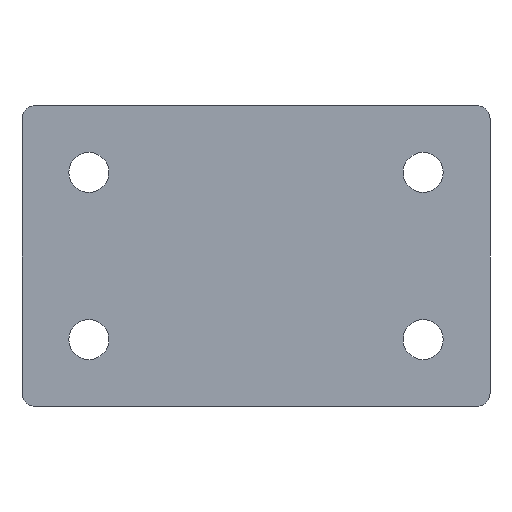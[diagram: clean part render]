
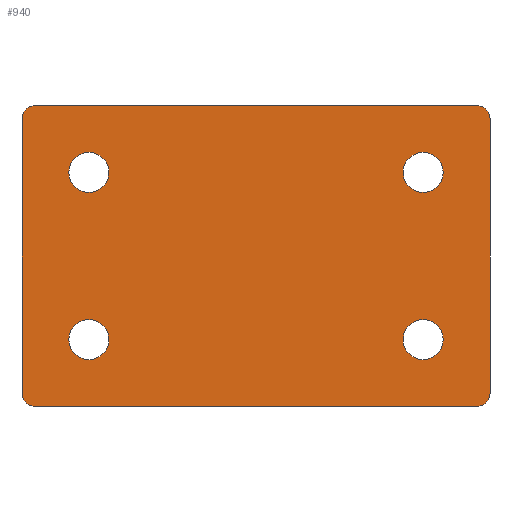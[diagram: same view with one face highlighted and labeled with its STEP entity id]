
A CAD part, front view. The second image highlights one B-rep face of the part: STEP entity #940.
In plain terms, the highlighted planar face has unit normal (0, -1, 0).
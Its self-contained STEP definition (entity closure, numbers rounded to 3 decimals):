
#18 = CARTESIAN_POINT ( 'NONE',  ( -15.447, 0., 22.5 ) ) ;
#24 = FACE_BOUND ( 'NONE', #1210, .T. ) ;
#42 = EDGE_CURVE ( 'NONE', #1216, #499, #1345, .T. ) ;
#50 = EDGE_LOOP ( 'NONE', ( #207, #1129 ) ) ;
#84 = VERTEX_POINT ( 'NONE', #476 ) ;
#96 = EDGE_CURVE ( 'NONE', #1373, #526, #172, .T. ) ;
#100 = CARTESIAN_POINT ( 'NONE',  ( 31., 0., -22.5 ) ) ;
#107 = CARTESIAN_POINT ( 'NONE',  ( -26.993, 0., -9.5 ) ) ;
#110 = DIRECTION ( 'NONE',  ( -1., 0., 0. ) ) ;
#116 = CARTESIAN_POINT ( 'NONE',  ( -36.993, 0., 22.5 ) ) ;
#124 = DIRECTION ( 'NONE',  ( 0., 1., 0. ) ) ;
#125 = AXIS2_PLACEMENT_3D ( 'NONE', #1498, #194, #213 ) ;
#130 = CARTESIAN_POINT ( 'NONE',  ( -15.447, 0., 22.5 ) ) ;
#135 = CARTESIAN_POINT ( 'NONE',  ( 33., 0., -20.5 ) ) ;
#151 = EDGE_CURVE ( 'NONE', #1042, #454, #867, .T. ) ;
#156 = CIRCLE ( 'NONE', #431, 3. ) ;
#163 = CARTESIAN_POINT ( 'NONE',  ( -15.447, 0., -22.5 ) ) ;
#172 = LINE ( 'NONE', #116, #675 ) ;
#176 = ORIENTED_EDGE ( 'NONE', *, *, #42, .F. ) ;
#180 = EDGE_CURVE ( 'NONE', #1013, #84, #1191, .T. ) ;
#189 = DIRECTION ( 'NONE',  ( 0., -1., 0. ) ) ;
#194 = DIRECTION ( 'NONE',  ( 0., -1., 0. ) ) ;
#197 = EDGE_CURVE ( 'NONE', #932, #1107, #590, .T. ) ;
#205 = EDGE_CURVE ( 'NONE', #932, #499, #1088, .T. ) ;
#207 = ORIENTED_EDGE ( 'NONE', *, *, #180, .T. ) ;
#213 = DIRECTION ( 'NONE',  ( -1., 0., 0. ) ) ;
#222 = DIRECTION ( 'NONE',  ( 0., 0., 1. ) ) ;
#225 = AXIS2_PLACEMENT_3D ( 'NONE', #130, #1078, #1282 ) ;
#226 = ORIENTED_EDGE ( 'NONE', *, *, #151, .T. ) ;
#237 = CARTESIAN_POINT ( 'NONE',  ( -26.993, 0., 12.5 ) ) ;
#241 = ORIENTED_EDGE ( 'NONE', *, *, #1127, .T. ) ;
#262 = DIRECTION ( 'NONE',  ( 0., 0., 1. ) ) ;
#276 = CARTESIAN_POINT ( 'NONE',  ( -26.993, 0., -12.5 ) ) ;
#285 = DIRECTION ( 'NONE',  ( 0., 1., 0. ) ) ;
#317 = CIRCLE ( 'NONE', #826, 3. ) ;
#329 = CARTESIAN_POINT ( 'NONE',  ( 31., 0., 22.5 ) ) ;
#332 = DIRECTION ( 'NONE',  ( -1., 0., 0. ) ) ;
#344 = ORIENTED_EDGE ( 'NONE', *, *, #1332, .T. ) ;
#345 = VERTEX_POINT ( 'NONE', #520 ) ;
#355 = CARTESIAN_POINT ( 'NONE',  ( 33., 0., 20.5 ) ) ;
#363 = CARTESIAN_POINT ( 'NONE',  ( -26.993, 0., 9.5 ) ) ;
#392 = DIRECTION ( 'NONE',  ( 0., 0., -1. ) ) ;
#409 = AXIS2_PLACEMENT_3D ( 'NONE', #774, #189, #332 ) ;
#431 = AXIS2_PLACEMENT_3D ( 'NONE', #673, #1278, #790 ) ;
#435 = EDGE_CURVE ( 'NONE', #1391, #1283, #156, .T. ) ;
#454 = VERTEX_POINT ( 'NONE', #100 ) ;
#458 = CARTESIAN_POINT ( 'NONE',  ( -34.993, 0., -20.5 ) ) ;
#461 = ORIENTED_EDGE ( 'NONE', *, *, #435, .T. ) ;
#465 = CARTESIAN_POINT ( 'NONE',  ( -34.993, 0., -22.5 ) ) ;
#470 = PLANE ( 'NONE',  #225 ) ;
#476 = CARTESIAN_POINT ( 'NONE',  ( -26.993, 0., -15.5 ) ) ;
#490 = AXIS2_PLACEMENT_3D ( 'NONE', #1459, #856, #988 ) ;
#499 = VERTEX_POINT ( 'NONE', #329 ) ;
#502 = EDGE_CURVE ( 'NONE', #454, #1107, #1154, .T. ) ;
#520 = CARTESIAN_POINT ( 'NONE',  ( 23., 0., -9.5 ) ) ;
#526 = VERTEX_POINT ( 'NONE', #1137 ) ;
#572 = ORIENTED_EDGE ( 'NONE', *, *, #895, .T. ) ;
#584 = CARTESIAN_POINT ( 'NONE',  ( 23., 0., -12.5 ) ) ;
#587 = DIRECTION ( 'NONE',  ( 0., 0., 1. ) ) ;
#590 = LINE ( 'NONE', #1095, #1230 ) ;
#597 = DIRECTION ( 'NONE',  ( 0., 1., 0. ) ) ;
#609 = EDGE_LOOP ( 'NONE', ( #572, #1294 ) ) ;
#621 = DIRECTION ( 'NONE',  ( 1., 0., 0. ) ) ;
#628 = CIRCLE ( 'NONE', #1524, 3. ) ;
#662 = AXIS2_PLACEMENT_3D ( 'NONE', #458, #817, #110 ) ;
#665 = CARTESIAN_POINT ( 'NONE',  ( 23., 0., 9.5 ) ) ;
#673 = CARTESIAN_POINT ( 'NONE',  ( 23., 0., 12.5 ) ) ;
#675 = VECTOR ( 'NONE', #953, 1000. ) ;
#702 = DIRECTION ( 'NONE',  ( 0., 0., 1. ) ) ;
#710 = VECTOR ( 'NONE', #1399, 1000. ) ;
#711 = DIRECTION ( 'NONE',  ( 0., 0., 1. ) ) ;
#712 = FACE_BOUND ( 'NONE', #609, .T. ) ;
#737 = EDGE_CURVE ( 'NONE', #526, #1042, #1043, .T. ) ;
#759 = CIRCLE ( 'NONE', #1473, 3. ) ;
#774 = CARTESIAN_POINT ( 'NONE',  ( -34.993, 0., 20.5 ) ) ;
#790 = DIRECTION ( 'NONE',  ( 0., 0., 1. ) ) ;
#817 = DIRECTION ( 'NONE',  ( 0., -1., 0. ) ) ;
#826 = AXIS2_PLACEMENT_3D ( 'NONE', #1404, #124, #222 ) ;
#834 = CARTESIAN_POINT ( 'NONE',  ( -26.993, 0., 12.5 ) ) ;
#845 = ORIENTED_EDGE ( 'NONE', *, *, #197, .F. ) ;
#856 = DIRECTION ( 'NONE',  ( 0., -1., 0. ) ) ;
#867 = LINE ( 'NONE', #163, #1011 ) ;
#874 = CARTESIAN_POINT ( 'NONE',  ( -26.993, 0., 15.5 ) ) ;
#876 = AXIS2_PLACEMENT_3D ( 'NONE', #584, #1197, #1069 ) ;
#881 = EDGE_CURVE ( 'NONE', #956, #1453, #1501, .T. ) ;
#895 = EDGE_CURVE ( 'NONE', #1453, #956, #628, .T. ) ;
#918 = EDGE_CURVE ( 'NONE', #1284, #345, #317, .T. ) ;
#932 = VERTEX_POINT ( 'NONE', #355 ) ;
#940 = ADVANCED_FACE ( 'NONE', ( #1427, #712, #971, #24, #1226 ), #470, .F. ) ;
#953 = DIRECTION ( 'NONE',  ( 0., 0., -1. ) ) ;
#956 = VERTEX_POINT ( 'NONE', #363 ) ;
#970 = DIRECTION ( 'NONE',  ( 0., 1., 0. ) ) ;
#971 = FACE_BOUND ( 'NONE', #50, .T. ) ;
#976 = DIRECTION ( 'NONE',  ( 0., 1., 0. ) ) ;
#977 = ORIENTED_EDGE ( 'NONE', *, *, #1120, .T. ) ;
#978 = ORIENTED_EDGE ( 'NONE', *, *, #502, .T. ) ;
#988 = DIRECTION ( 'NONE',  ( -1., 0., 0. ) ) ;
#1011 = VECTOR ( 'NONE', #621, 1000. ) ;
#1013 = VERTEX_POINT ( 'NONE', #107 ) ;
#1016 = EDGE_LOOP ( 'NONE', ( #226, #978, #845, #1470, #176, #344, #1280, #1153 ) ) ;
#1022 = AXIS2_PLACEMENT_3D ( 'NONE', #1330, #976, #262 ) ;
#1027 = CARTESIAN_POINT ( 'NONE',  ( -36.993, 0., 20.5 ) ) ;
#1032 = AXIS2_PLACEMENT_3D ( 'NONE', #1311, #597, #711 ) ;
#1042 = VERTEX_POINT ( 'NONE', #465 ) ;
#1043 = CIRCLE ( 'NONE', #662, 2. ) ;
#1069 = DIRECTION ( 'NONE',  ( 0., 0., 1. ) ) ;
#1078 = DIRECTION ( 'NONE',  ( 0., 1., 0. ) ) ;
#1088 = CIRCLE ( 'NONE', #490, 2. ) ;
#1092 = DIRECTION ( 'NONE',  ( 0., 1., 0. ) ) ;
#1095 = CARTESIAN_POINT ( 'NONE',  ( 33., 0., 22.5 ) ) ;
#1107 = VERTEX_POINT ( 'NONE', #135 ) ;
#1120 = EDGE_CURVE ( 'NONE', #345, #1284, #1279, .T. ) ;
#1127 = EDGE_CURVE ( 'NONE', #1283, #1391, #1152, .T. ) ;
#1129 = ORIENTED_EDGE ( 'NONE', *, *, #1491, .T. ) ;
#1137 = CARTESIAN_POINT ( 'NONE',  ( -36.993, 0., -20.5 ) ) ;
#1148 = CIRCLE ( 'NONE', #409, 2. ) ;
#1152 = CIRCLE ( 'NONE', #1032, 3. ) ;
#1153 = ORIENTED_EDGE ( 'NONE', *, *, #737, .T. ) ;
#1154 = CIRCLE ( 'NONE', #125, 2. ) ;
#1174 = ORIENTED_EDGE ( 'NONE', *, *, #918, .T. ) ;
#1191 = CIRCLE ( 'NONE', #1022, 3. ) ;
#1197 = DIRECTION ( 'NONE',  ( 0., 1., 0. ) ) ;
#1210 = EDGE_LOOP ( 'NONE', ( #977, #1174 ) ) ;
#1216 = VERTEX_POINT ( 'NONE', #1257 ) ;
#1224 = DIRECTION ( 'NONE',  ( 0., 0., 1. ) ) ;
#1226 = FACE_BOUND ( 'NONE', #1505, .T. ) ;
#1230 = VECTOR ( 'NONE', #392, 1000. ) ;
#1257 = CARTESIAN_POINT ( 'NONE',  ( -34.993, 0., 22.5 ) ) ;
#1278 = DIRECTION ( 'NONE',  ( 0., 1., 0. ) ) ;
#1279 = CIRCLE ( 'NONE', #876, 3. ) ;
#1280 = ORIENTED_EDGE ( 'NONE', *, *, #96, .T. ) ;
#1282 = DIRECTION ( 'NONE',  ( -1., 0., 0. ) ) ;
#1283 = VERTEX_POINT ( 'NONE', #1402 ) ;
#1284 = VERTEX_POINT ( 'NONE', #1297 ) ;
#1294 = ORIENTED_EDGE ( 'NONE', *, *, #881, .T. ) ;
#1297 = CARTESIAN_POINT ( 'NONE',  ( 23., 0., -15.5 ) ) ;
#1311 = CARTESIAN_POINT ( 'NONE',  ( 23., 0., 12.5 ) ) ;
#1330 = CARTESIAN_POINT ( 'NONE',  ( -26.993, 0., -12.5 ) ) ;
#1332 = EDGE_CURVE ( 'NONE', #1216, #1373, #1148, .T. ) ;
#1345 = LINE ( 'NONE', #18, #710 ) ;
#1373 = VERTEX_POINT ( 'NONE', #1027 ) ;
#1391 = VERTEX_POINT ( 'NONE', #665 ) ;
#1399 = DIRECTION ( 'NONE',  ( 1., 0., 0. ) ) ;
#1402 = CARTESIAN_POINT ( 'NONE',  ( 23., 0., 15.5 ) ) ;
#1404 = CARTESIAN_POINT ( 'NONE',  ( 23., 0., -12.5 ) ) ;
#1427 = FACE_OUTER_BOUND ( 'NONE', #1016, .T. ) ;
#1449 = AXIS2_PLACEMENT_3D ( 'NONE', #237, #1092, #587 ) ;
#1453 = VERTEX_POINT ( 'NONE', #874 ) ;
#1459 = CARTESIAN_POINT ( 'NONE',  ( 31., 0., 20.5 ) ) ;
#1470 = ORIENTED_EDGE ( 'NONE', *, *, #205, .T. ) ;
#1473 = AXIS2_PLACEMENT_3D ( 'NONE', #276, #285, #1224 ) ;
#1491 = EDGE_CURVE ( 'NONE', #84, #1013, #759, .T. ) ;
#1498 = CARTESIAN_POINT ( 'NONE',  ( 31., 0., -20.5 ) ) ;
#1501 = CIRCLE ( 'NONE', #1449, 3. ) ;
#1505 = EDGE_LOOP ( 'NONE', ( #241, #461 ) ) ;
#1524 = AXIS2_PLACEMENT_3D ( 'NONE', #834, #970, #702 ) ;
